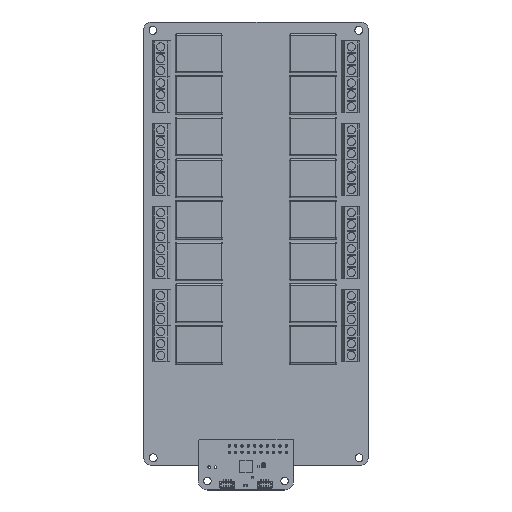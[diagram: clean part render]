
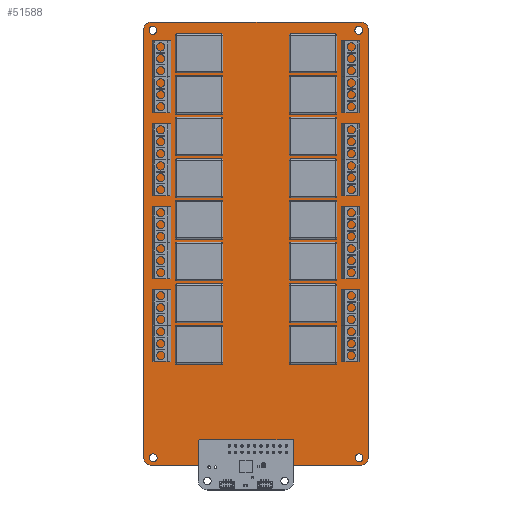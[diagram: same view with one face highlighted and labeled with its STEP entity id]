
A CAD part, top view. The second image highlights one B-rep face of the part: STEP entity #51588.
In plain terms, the highlighted face is planar.
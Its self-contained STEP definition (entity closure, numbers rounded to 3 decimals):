
#51190 = VERTEX_POINT('',#51191);
#51191 = CARTESIAN_POINT('',(87.503,1.778,-41.339));
#51196 = EDGE_CURVE('',#51190,#51190,#51197,.T.);
#51197 = CIRCLE('',#51198,1.588);
#51198 = AXIS2_PLACEMENT_3D('',#51199,#51200,#51201);
#51199 = CARTESIAN_POINT('',(85.916,1.778,-41.339));
#51200 = DIRECTION('',(0.,-1.,0.));
#51201 = DIRECTION('',(-1.,0.,0.));
#51222 = VERTEX_POINT('',#51223);
#51223 = CARTESIAN_POINT('',(-83.947,1.778,41.339));
#51228 = EDGE_CURVE('',#51222,#51222,#51229,.T.);
#51229 = CIRCLE('',#51230,1.588);
#51230 = AXIS2_PLACEMENT_3D('',#51231,#51232,#51233);
#51231 = CARTESIAN_POINT('',(-85.535,1.778,41.339));
#51232 = DIRECTION('',(0.,-1.,0.));
#51233 = DIRECTION('',(-1.,0.,0.));
#51254 = VERTEX_POINT('',#51255);
#51255 = CARTESIAN_POINT('',(-83.947,1.778,-41.212));
#51260 = EDGE_CURVE('',#51254,#51254,#51261,.T.);
#51261 = CIRCLE('',#51262,1.588);
#51262 = AXIS2_PLACEMENT_3D('',#51263,#51264,#51265);
#51263 = CARTESIAN_POINT('',(-85.535,1.778,-41.212));
#51264 = DIRECTION('',(0.,-1.,0.));
#51265 = DIRECTION('',(-1.,0.,0.));
#51286 = VERTEX_POINT('',#51287);
#51287 = CARTESIAN_POINT('',(87.503,1.778,41.212));
#51292 = EDGE_CURVE('',#51286,#51286,#51293,.T.);
#51293 = CIRCLE('',#51294,1.588);
#51294 = AXIS2_PLACEMENT_3D('',#51295,#51296,#51297);
#51295 = CARTESIAN_POINT('',(85.916,1.778,41.212));
#51296 = DIRECTION('',(0.,-1.,0.));
#51297 = DIRECTION('',(-1.,0.,0.));
#51308 = EDGE_CURVE('',#51309,#51311,#51313,.T.);
#51309 = VERTEX_POINT('',#51310);
#51310 = CARTESIAN_POINT('',(-85.725,1.778,45.085));
#51311 = VERTEX_POINT('',#51312);
#51312 = CARTESIAN_POINT('',(-88.9,1.778,41.91));
#51313 = CIRCLE('',#51314,3.175);
#51314 = AXIS2_PLACEMENT_3D('',#51315,#51316,#51317);
#51315 = CARTESIAN_POINT('',(-85.725,1.778,41.91));
#51316 = DIRECTION('',(0.,-1.,0.));
#51317 = DIRECTION('',(-0.707,0.,0.707));
#51360 = VERTEX_POINT('',#51361);
#51361 = CARTESIAN_POINT('',(85.725,1.778,45.085));
#51367 = EDGE_CURVE('',#51309,#51360,#51368,.T.);
#51368 = LINE('',#51369,#51370);
#51369 = CARTESIAN_POINT('',(-85.725,1.778,45.085));
#51370 = VECTOR('',#51371,1.);
#51371 = DIRECTION('',(1.,0.,0.));
#51452 = EDGE_CURVE('',#51453,#51455,#51457,.T.);
#51453 = VERTEX_POINT('',#51454);
#51454 = CARTESIAN_POINT('',(-88.9,1.778,-41.91));
#51455 = VERTEX_POINT('',#51456);
#51456 = CARTESIAN_POINT('',(-85.725,1.778,-45.085));
#51457 = CIRCLE('',#51458,3.175);
#51458 = AXIS2_PLACEMENT_3D('',#51459,#51460,#51461);
#51459 = CARTESIAN_POINT('',(-85.725,1.778,-41.91));
#51460 = DIRECTION('',(0.,-1.,0.));
#51461 = DIRECTION('',(-0.707,-0.,-0.707));
#51485 = EDGE_CURVE('',#51486,#51455,#51488,.T.);
#51486 = VERTEX_POINT('',#51487);
#51487 = CARTESIAN_POINT('',(85.725,1.778,-45.085));
#51488 = LINE('',#51489,#51490);
#51489 = CARTESIAN_POINT('',(85.725,1.778,-45.085));
#51490 = VECTOR('',#51491,1.);
#51491 = DIRECTION('',(-1.,0.,0.));
#51508 = EDGE_CURVE('',#51486,#51509,#51511,.T.);
#51509 = VERTEX_POINT('',#51510);
#51510 = CARTESIAN_POINT('',(88.9,1.778,-41.91));
#51511 = CIRCLE('',#51512,3.175);
#51512 = AXIS2_PLACEMENT_3D('',#51513,#51514,#51515);
#51513 = CARTESIAN_POINT('',(85.725,1.778,-41.91));
#51514 = DIRECTION('',(0.,-1.,0.));
#51515 = DIRECTION('',(0.707,0.,-0.707));
#51533 = EDGE_CURVE('',#51534,#51360,#51536,.T.);
#51534 = VERTEX_POINT('',#51535);
#51535 = CARTESIAN_POINT('',(88.9,1.778,41.91));
#51536 = CIRCLE('',#51537,3.175);
#51537 = AXIS2_PLACEMENT_3D('',#51538,#51539,#51540);
#51538 = CARTESIAN_POINT('',(85.725,1.778,41.91));
#51539 = DIRECTION('',(0.,-1.,0.));
#51540 = DIRECTION('',(0.707,0.,0.707));
#51559 = EDGE_CURVE('',#51534,#51509,#51560,.T.);
#51560 = LINE('',#51561,#51562);
#51561 = CARTESIAN_POINT('',(88.9,1.778,41.91));
#51562 = VECTOR('',#51563,1.);
#51563 = DIRECTION('',(0.,0.,-1.));
#51576 = EDGE_CURVE('',#51453,#51311,#51577,.T.);
#51577 = LINE('',#51578,#51579);
#51578 = CARTESIAN_POINT('',(-88.9,1.778,-41.91));
#51579 = VECTOR('',#51580,1.);
#51580 = DIRECTION('',(0.,0.,1.));
#51588 = ADVANCED_FACE('',(#51589,#51599,#51602,#51605,#51608),#51611,
  .F.);
#51589 = FACE_BOUND('',#51590,.T.);
#51590 = EDGE_LOOP('',(#51591,#51592,#51593,#51594,#51595,#51596,#51597,
    #51598));
#51591 = ORIENTED_EDGE('',*,*,#51308,.F.);
#51592 = ORIENTED_EDGE('',*,*,#51367,.T.);
#51593 = ORIENTED_EDGE('',*,*,#51533,.F.);
#51594 = ORIENTED_EDGE('',*,*,#51559,.T.);
#51595 = ORIENTED_EDGE('',*,*,#51508,.F.);
#51596 = ORIENTED_EDGE('',*,*,#51485,.T.);
#51597 = ORIENTED_EDGE('',*,*,#51452,.F.);
#51598 = ORIENTED_EDGE('',*,*,#51576,.T.);
#51599 = FACE_BOUND('',#51600,.T.);
#51600 = EDGE_LOOP('',(#51601));
#51601 = ORIENTED_EDGE('',*,*,#51196,.T.);
#51602 = FACE_BOUND('',#51603,.T.);
#51603 = EDGE_LOOP('',(#51604));
#51604 = ORIENTED_EDGE('',*,*,#51228,.T.);
#51605 = FACE_BOUND('',#51606,.T.);
#51606 = EDGE_LOOP('',(#51607));
#51607 = ORIENTED_EDGE('',*,*,#51260,.T.);
#51608 = FACE_BOUND('',#51609,.T.);
#51609 = EDGE_LOOP('',(#51610));
#51610 = ORIENTED_EDGE('',*,*,#51292,.T.);
#51611 = PLANE('',#51612);
#51612 = AXIS2_PLACEMENT_3D('',#51613,#51614,#51615);
#51613 = CARTESIAN_POINT('',(0.,1.778,0.));
#51614 = DIRECTION('',(0.,-1.,0.));
#51615 = DIRECTION('',(0.,0.,-1.));
